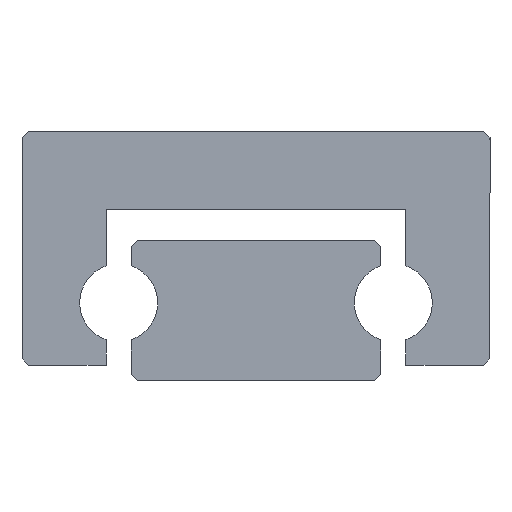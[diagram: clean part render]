
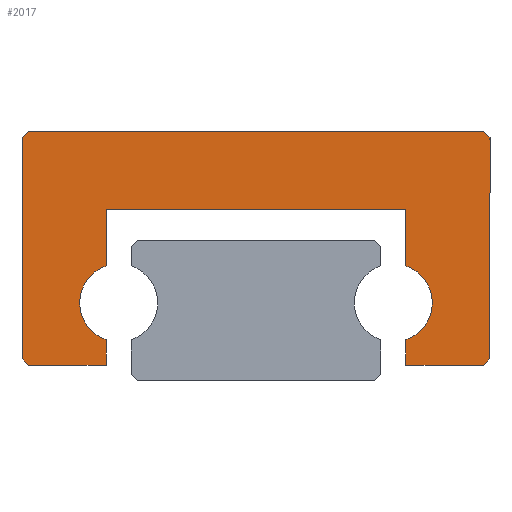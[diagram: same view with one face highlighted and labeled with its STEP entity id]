
A CAD part, left-side view. The second image highlights one B-rep face of the part: STEP entity #2017.
In plain terms, the highlighted planar face has unit normal (-1, 0, 0).
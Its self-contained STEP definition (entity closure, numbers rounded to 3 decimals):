
#179=CIRCLE('',#2192,1.25);
#180=CIRCLE('',#2193,1.25);
#251=FACE_OUTER_BOUND('',#333,.T.);
#333=EDGE_LOOP('',(#1507,#1508,#1509,#1510,#1511,#1512,#1513,#1514,#1515,
#1516,#1517,#1518,#1519,#1520,#1521,#1522));
#453=LINE('',#2958,#642);
#457=LINE('',#2966,#646);
#460=LINE('',#2972,#649);
#461=LINE('',#2974,#650);
#462=LINE('',#2978,#651);
#463=LINE('',#2980,#652);
#464=LINE('',#2982,#653);
#465=LINE('',#2986,#654);
#466=LINE('',#2988,#655);
#467=LINE('',#2990,#656);
#468=LINE('',#2992,#657);
#469=LINE('',#2994,#658);
#470=LINE('',#2996,#659);
#471=LINE('',#2997,#660);
#642=VECTOR('',#2459,10.);
#646=VECTOR('',#2465,10.);
#649=VECTOR('',#2470,10.);
#650=VECTOR('',#2471,10.);
#651=VECTOR('',#2474,10.);
#652=VECTOR('',#2475,10.);
#653=VECTOR('',#2476,10.);
#654=VECTOR('',#2479,10.);
#655=VECTOR('',#2480,10.);
#656=VECTOR('',#2481,10.);
#657=VECTOR('',#2482,10.);
#658=VECTOR('',#2483,10.);
#659=VECTOR('',#2484,10.);
#660=VECTOR('',#2485,10.);
#843=VERTEX_POINT('',#2956);
#844=VERTEX_POINT('',#2957);
#847=VERTEX_POINT('',#2965);
#849=VERTEX_POINT('',#2971);
#850=VERTEX_POINT('',#2973);
#851=VERTEX_POINT('',#2975);
#852=VERTEX_POINT('',#2977);
#853=VERTEX_POINT('',#2979);
#854=VERTEX_POINT('',#2981);
#855=VERTEX_POINT('',#2983);
#856=VERTEX_POINT('',#2985);
#857=VERTEX_POINT('',#2987);
#858=VERTEX_POINT('',#2989);
#859=VERTEX_POINT('',#2991);
#860=VERTEX_POINT('',#2993);
#861=VERTEX_POINT('',#2995);
#1115=EDGE_CURVE('',#843,#844,#453,.T.);
#1119=EDGE_CURVE('',#847,#844,#457,.T.);
#1122=EDGE_CURVE('',#843,#849,#460,.T.);
#1123=EDGE_CURVE('',#849,#850,#461,.T.);
#1124=EDGE_CURVE('',#850,#851,#179,.T.);
#1125=EDGE_CURVE('',#851,#852,#462,.T.);
#1126=EDGE_CURVE('',#852,#853,#463,.T.);
#1127=EDGE_CURVE('',#853,#854,#464,.T.);
#1128=EDGE_CURVE('',#854,#855,#180,.T.);
#1129=EDGE_CURVE('',#855,#856,#465,.T.);
#1130=EDGE_CURVE('',#856,#857,#466,.T.);
#1131=EDGE_CURVE('',#858,#857,#467,.T.);
#1132=EDGE_CURVE('',#858,#859,#468,.T.);
#1133=EDGE_CURVE('',#860,#859,#469,.T.);
#1134=EDGE_CURVE('',#860,#861,#470,.T.);
#1135=EDGE_CURVE('',#847,#861,#471,.T.);
#1507=ORIENTED_EDGE('',*,*,#1115,.F.);
#1508=ORIENTED_EDGE('',*,*,#1122,.T.);
#1509=ORIENTED_EDGE('',*,*,#1123,.T.);
#1510=ORIENTED_EDGE('',*,*,#1124,.T.);
#1511=ORIENTED_EDGE('',*,*,#1125,.T.);
#1512=ORIENTED_EDGE('',*,*,#1126,.T.);
#1513=ORIENTED_EDGE('',*,*,#1127,.T.);
#1514=ORIENTED_EDGE('',*,*,#1128,.T.);
#1515=ORIENTED_EDGE('',*,*,#1129,.T.);
#1516=ORIENTED_EDGE('',*,*,#1130,.T.);
#1517=ORIENTED_EDGE('',*,*,#1131,.F.);
#1518=ORIENTED_EDGE('',*,*,#1132,.T.);
#1519=ORIENTED_EDGE('',*,*,#1133,.F.);
#1520=ORIENTED_EDGE('',*,*,#1134,.T.);
#1521=ORIENTED_EDGE('',*,*,#1135,.F.);
#1522=ORIENTED_EDGE('',*,*,#1119,.T.);
#1961=PLANE('',#2191);
#2017=ADVANCED_FACE('',(#251),#1961,.F.);
#2191=AXIS2_PLACEMENT_3D('',#2970,#2468,#2469);
#2192=AXIS2_PLACEMENT_3D('',#2976,#2472,#2473);
#2193=AXIS2_PLACEMENT_3D('',#2984,#2477,#2478);
#2459=DIRECTION('',(0.,0.707,0.707));
#2465=DIRECTION('',(0.,0.,-1.));
#2468=DIRECTION('center_axis',(1.,0.,0.));
#2469=DIRECTION('ref_axis',(0.,0.,-1.));
#2470=DIRECTION('',(0.,-1.,0.));
#2471=DIRECTION('',(0.,0.,1.));
#2472=DIRECTION('center_axis',(1.,0.,0.));
#2473=DIRECTION('ref_axis',(0.,-0.32,0.947));
#2474=DIRECTION('',(0.,0.,1.));
#2475=DIRECTION('',(0.,-1.,0.));
#2476=DIRECTION('',(0.,0.,-1.));
#2477=DIRECTION('center_axis',(1.,0.,0.));
#2478=DIRECTION('ref_axis',(0.,0.32,-0.947));
#2479=DIRECTION('',(0.,0.,-1.));
#2480=DIRECTION('',(0.,-1.,0.));
#2481=DIRECTION('',(0.,0.707,-0.707));
#2482=DIRECTION('',(0.,0.,1.));
#2483=DIRECTION('',(0.,-0.707,-0.707));
#2484=DIRECTION('',(0.,1.,0.));
#2485=DIRECTION('',(0.,-0.707,0.707));
#2956=CARTESIAN_POINT('',(-35.,7.3,-2.));
#2957=CARTESIAN_POINT('',(-35.,7.5,-1.8));
#2958=CARTESIAN_POINT('',(-35.,6.625,-2.675));
#2965=CARTESIAN_POINT('',(-35.,7.5,5.3));
#2966=CARTESIAN_POINT('',(-35.,7.5,-2.));
#2970=CARTESIAN_POINT('Origin',(-35.,0.,2.398));
#2971=CARTESIAN_POINT('',(-35.,4.8,-2.));
#2972=CARTESIAN_POINT('',(-35.,4.8,-2.));
#2973=CARTESIAN_POINT('',(-35.,4.8,-1.184));
#2974=CARTESIAN_POINT('',(-35.,4.8,-1.184));
#2975=CARTESIAN_POINT('',(-35.,4.8,1.184));
#2976=CARTESIAN_POINT('Origin',(-35.,4.4,0.));
#2977=CARTESIAN_POINT('',(-35.,4.8,3.));
#2978=CARTESIAN_POINT('',(-35.,4.8,3.));
#2979=CARTESIAN_POINT('',(-35.,-4.8,3.));
#2980=CARTESIAN_POINT('',(-35.,-4.8,3.));
#2981=CARTESIAN_POINT('',(-35.,-4.8,1.184));
#2982=CARTESIAN_POINT('',(-35.,-4.8,1.184));
#2983=CARTESIAN_POINT('',(-35.,-4.8,-1.184));
#2984=CARTESIAN_POINT('Origin',(-35.,-4.4,0.));
#2985=CARTESIAN_POINT('',(-35.,-4.8,-2.));
#2986=CARTESIAN_POINT('',(-35.,-4.8,-2.));
#2987=CARTESIAN_POINT('',(-35.,-7.3,-2.));
#2988=CARTESIAN_POINT('',(-35.,-7.5,-2.));
#2989=CARTESIAN_POINT('',(-35.,-7.5,-1.8));
#2990=CARTESIAN_POINT('',(-35.,-6.625,-2.675));
#2991=CARTESIAN_POINT('',(-35.,-7.5,5.3));
#2992=CARTESIAN_POINT('',(-35.,-7.5,5.5));
#2993=CARTESIAN_POINT('',(-35.,-7.3,5.5));
#2994=CARTESIAN_POINT('',(-35.,-6.3,6.5));
#2995=CARTESIAN_POINT('',(-35.,7.3,5.5));
#2996=CARTESIAN_POINT('',(-35.,7.5,5.5));
#2997=CARTESIAN_POINT('',(-35.,6.3,6.5));
